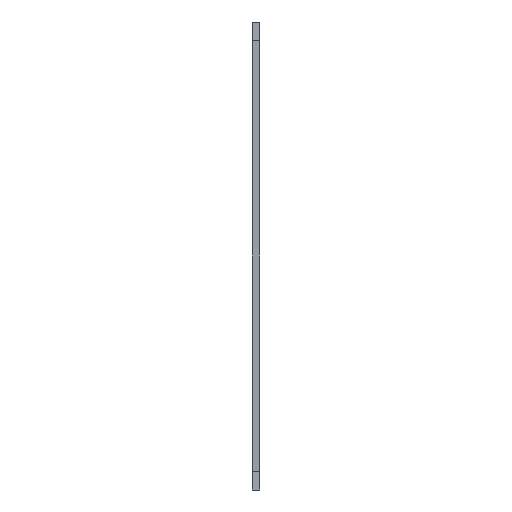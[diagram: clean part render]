
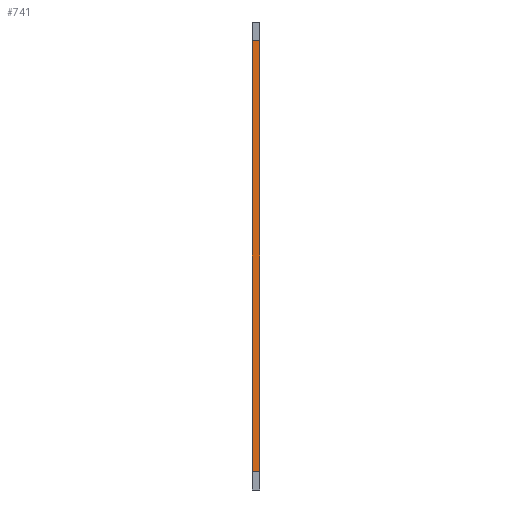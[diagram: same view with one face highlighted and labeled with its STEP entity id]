
A CAD part, left-side view. The second image highlights one B-rep face of the part: STEP entity #741.
In plain terms, the highlighted planar face has unit normal (-1, 0, 0).
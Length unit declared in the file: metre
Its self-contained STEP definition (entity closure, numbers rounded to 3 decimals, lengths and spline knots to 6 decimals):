
#176=ORIENTED_EDGE('',*,*,#263,.F.);
#177=ORIENTED_EDGE('',*,*,#317,.F.);
#178=ORIENTED_EDGE('',*,*,#284,.T.);
#179=ORIENTED_EDGE('',*,*,#310,.F.);
#263=EDGE_CURVE('',#362,#363,#427,.T.);
#284=EDGE_CURVE('',#383,#382,#447,.T.);
#310=EDGE_CURVE('',#363,#382,#466,.T.);
#317=EDGE_CURVE('',#383,#362,#473,.T.);
#362=VERTEX_POINT('',#1073);
#363=VERTEX_POINT('',#1075);
#382=VERTEX_POINT('',#1115);
#383=VERTEX_POINT('',#1117);
#427=LINE('',#1074,#513);
#447=LINE('',#1116,#533);
#466=LINE('',#1172,#552);
#473=LINE('',#1184,#559);
#513=VECTOR('',#862,1.);
#533=VECTOR('',#886,1.);
#552=VECTOR('',#937,1.);
#559=VECTOR('',#954,1.);
#616=EDGE_LOOP('',(#176,#177,#178,#179));
#672=FACE_BOUND('',#616,.T.);
#706=PLANE('',#806);
#741=ADVANCED_FACE('',(#672),#706,.F.);
#806=AXIS2_PLACEMENT_3D('',#1195,#971,#972);
#862=DIRECTION('',(0.,0.,-1.));
#886=DIRECTION('',(0.,0.,-1.));
#937=DIRECTION('',(0.,1.,0.));
#954=DIRECTION('',(0.,-1.,0.));
#971=DIRECTION('',(1.,0.,0.));
#972=DIRECTION('',(0.,0.,-1.));
#1073=CARTESIAN_POINT('',(-0.07551,-0.0049,0.0593));
#1074=CARTESIAN_POINT('',(-0.07551,-0.0049,0.0014));
#1075=CARTESIAN_POINT('',(-0.07551,-0.0049,-0.0565));
#1115=CARTESIAN_POINT('',(-0.07551,-0.0029,-0.0565));
#1116=CARTESIAN_POINT('',(-0.07551,-0.0029,0.0014));
#1117=CARTESIAN_POINT('',(-0.07551,-0.0029,0.0593));
#1172=CARTESIAN_POINT('',(-0.07551,-0.0049,-0.0565));
#1184=CARTESIAN_POINT('',(-0.07551,-0.0049,0.0593));
#1195=CARTESIAN_POINT('',(-0.07551,-0.0049,0.0014));
